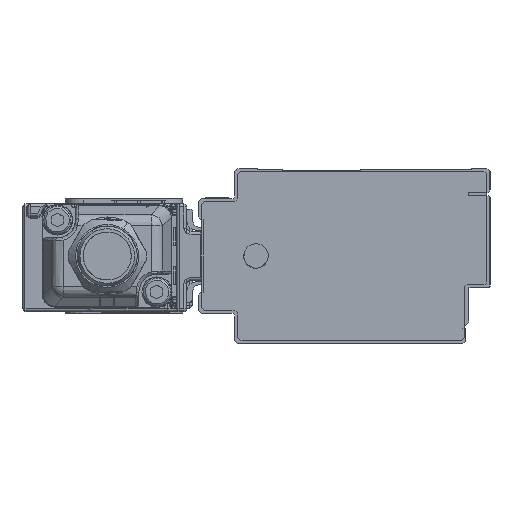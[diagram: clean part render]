
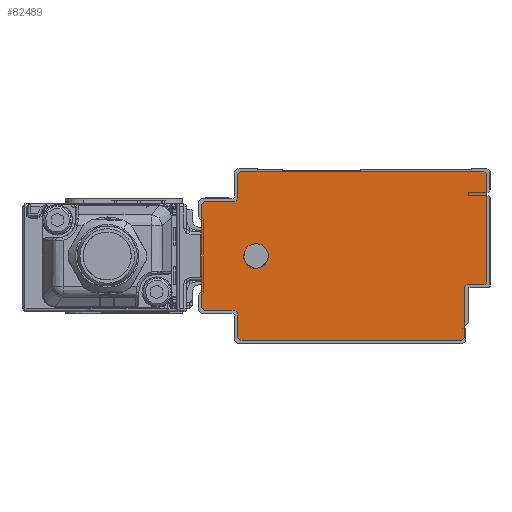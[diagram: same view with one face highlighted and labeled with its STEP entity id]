
A CAD part, left-side view. The second image highlights one B-rep face of the part: STEP entity #82489.
In plain terms, the highlighted planar face has unit normal (-1, 0, 0).
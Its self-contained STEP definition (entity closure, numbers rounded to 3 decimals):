
#80385=AXIS2_PLACEMENT_3D('Circle Axis2P3D',#80383,#80384,$) ;
#80423=AXIS2_PLACEMENT_3D('Circle Axis2P3D',#80421,#80422,$) ;
#80461=AXIS2_PLACEMENT_3D('Circle Axis2P3D',#80459,#80460,$) ;
#80499=AXIS2_PLACEMENT_3D('Circle Axis2P3D',#80497,#80498,$) ;
#82372=AXIS2_PLACEMENT_3D('Plane Axis2P3D',#82369,#82370,#82371) ;
#82376=AXIS2_PLACEMENT_3D('Circle Axis2P3D',#82374,#82375,$) ;
#82390=AXIS2_PLACEMENT_3D('Circle Axis2P3D',#82388,#82389,$) ;
#82404=AXIS2_PLACEMENT_3D('Circle Axis2P3D',#82402,#82403,$) ;
#82418=AXIS2_PLACEMENT_3D('Circle Axis2P3D',#82416,#82417,$) ;
#82432=AXIS2_PLACEMENT_3D('Circle Axis2P3D',#82430,#82431,$) ;
#82446=AXIS2_PLACEMENT_3D('Circle Axis2P3D',#82444,#82445,$) ;
#82473=AXIS2_PLACEMENT_3D('Circle Axis2P3D',#82471,#82472,$) ;
#82482=AXIS2_PLACEMENT_3D('Circle Axis2P3D',#82480,#82481,$) ;
#80341=CARTESIAN_POINT('Line Origine',(-1875.5,44.,14.5)) ;
#80345=CARTESIAN_POINT('Vertex',(-1875.5,44.,6.)) ;
#80347=CARTESIAN_POINT('Vertex',(-1875.5,44.,23.)) ;
#80383=CARTESIAN_POINT('Axis2P3D Location',(-1875.5,43.5,23.)) ;
#80387=CARTESIAN_POINT('Vertex',(-1875.5,43.5,23.5)) ;
#80402=CARTESIAN_POINT('Line Origine',(-1875.5,41.25,23.5)) ;
#80406=CARTESIAN_POINT('Vertex',(-1875.5,39.,23.5)) ;
#80421=CARTESIAN_POINT('Axis2P3D Location',(-1875.5,39.,24.5)) ;
#80425=CARTESIAN_POINT('Vertex',(-1875.5,38.,24.5)) ;
#80440=CARTESIAN_POINT('Line Origine',(-1875.5,38.,26.25)) ;
#80444=CARTESIAN_POINT('Vertex',(-1875.5,38.,28.)) ;
#80459=CARTESIAN_POINT('Axis2P3D Location',(-1875.5,37.5,28.)) ;
#80463=CARTESIAN_POINT('Vertex',(-1875.5,37.5,28.5)) ;
#80478=CARTESIAN_POINT('Line Origine',(-1875.5,17.25,28.5)) ;
#80482=CARTESIAN_POINT('Vertex',(-1875.5,-3.,28.5)) ;
#80497=CARTESIAN_POINT('Axis2P3D Location',(-1875.5,-3.,28.)) ;
#80501=CARTESIAN_POINT('Vertex',(-1875.5,-3.5,28.)) ;
#80516=CARTESIAN_POINT('Line Origine',(-1875.5,-3.5,19.1)) ;
#80520=CARTESIAN_POINT('Vertex',(-1875.5,-3.5,10.2)) ;
#82369=CARTESIAN_POINT('Axis2P3D Location',(-1875.5,0.,0.)) ;
#82374=CARTESIAN_POINT('Axis2P3D Location',(-1875.5,43.5,6.)) ;
#82378=CARTESIAN_POINT('Vertex',(-1875.5,43.5,5.5)) ;
#82381=CARTESIAN_POINT('Line Origine',(-1875.5,41.25,5.5)) ;
#82385=CARTESIAN_POINT('Vertex',(-1875.5,39.,5.5)) ;
#82388=CARTESIAN_POINT('Axis2P3D Location',(-1875.5,39.,4.5)) ;
#82392=CARTESIAN_POINT('Vertex',(-1875.5,38.,4.5)) ;
#82395=CARTESIAN_POINT('Line Origine',(-1875.5,38.,2.75)) ;
#82399=CARTESIAN_POINT('Vertex',(-1875.5,38.,1.)) ;
#82402=CARTESIAN_POINT('Axis2P3D Location',(-1875.5,37.5,1.)) ;
#82406=CARTESIAN_POINT('Vertex',(-1875.5,37.5,0.5)) ;
#82409=CARTESIAN_POINT('Line Origine',(-1875.5,19.15,0.5)) ;
#82413=CARTESIAN_POINT('Vertex',(-1875.5,0.8,0.5)) ;
#82416=CARTESIAN_POINT('Axis2P3D Location',(-1875.5,0.8,1.)) ;
#82420=CARTESIAN_POINT('Vertex',(-1875.5,0.3,1.)) ;
#82423=CARTESIAN_POINT('Line Origine',(-1875.5,0.3,5.1)) ;
#82427=CARTESIAN_POINT('Vertex',(-1875.5,0.3,9.2)) ;
#82430=CARTESIAN_POINT('Axis2P3D Location',(-1875.5,-0.2,9.2)) ;
#82434=CARTESIAN_POINT('Vertex',(-1875.5,-0.2,9.7)) ;
#82437=CARTESIAN_POINT('Line Origine',(-1875.5,-1.6,9.7)) ;
#82441=CARTESIAN_POINT('Vertex',(-1875.5,-3.,9.7)) ;
#82444=CARTESIAN_POINT('Axis2P3D Location',(-1875.5,-3.,10.2)) ;
#82471=CARTESIAN_POINT('Axis2P3D Location',(-1875.5,35.,14.5)) ;
#82475=CARTESIAN_POINT('Vertex',(-1875.5,33.186,13.509)) ;
#82477=CARTESIAN_POINT('Vertex',(-1875.5,36.814,15.491)) ;
#82480=CARTESIAN_POINT('Axis2P3D Location',(-1875.5,35.,14.5)) ;
#80342=DIRECTION('Vector Direction',(0.,0.,1.)) ;
#80384=DIRECTION('Axis2P3D Direction',(1.,0.,0.)) ;
#80403=DIRECTION('Vector Direction',(0.,1.,0.)) ;
#80422=DIRECTION('Axis2P3D Direction',(1.,0.,0.)) ;
#80441=DIRECTION('Vector Direction',(0.,0.,1.)) ;
#80460=DIRECTION('Axis2P3D Direction',(1.,0.,0.)) ;
#80479=DIRECTION('Vector Direction',(0.,1.,0.)) ;
#80498=DIRECTION('Axis2P3D Direction',(1.,0.,-0.)) ;
#80517=DIRECTION('Vector Direction',(0.,0.,-1.)) ;
#82370=DIRECTION('Axis2P3D Direction',(1.,0.,0.)) ;
#82371=DIRECTION('Axis2P3D XDirection',(0.,1.,0.)) ;
#82375=DIRECTION('Axis2P3D Direction',(1.,0.,0.)) ;
#82382=DIRECTION('Vector Direction',(0.,-1.,0.)) ;
#82389=DIRECTION('Axis2P3D Direction',(1.,0.,0.)) ;
#82396=DIRECTION('Vector Direction',(0.,0.,1.)) ;
#82403=DIRECTION('Axis2P3D Direction',(1.,0.,0.)) ;
#82410=DIRECTION('Vector Direction',(0.,-1.,0.)) ;
#82417=DIRECTION('Axis2P3D Direction',(1.,0.,0.)) ;
#82424=DIRECTION('Vector Direction',(0.,0.,-1.)) ;
#82431=DIRECTION('Axis2P3D Direction',(1.,0.,0.)) ;
#82438=DIRECTION('Vector Direction',(0.,1.,0.)) ;
#82445=DIRECTION('Axis2P3D Direction',(1.,0.,0.)) ;
#82472=DIRECTION('Axis2P3D Direction',(1.,0.,0.)) ;
#82481=DIRECTION('Axis2P3D Direction',(1.,0.,0.)) ;
#80343=VECTOR('Line Direction',#80342,1.) ;
#80404=VECTOR('Line Direction',#80403,1.) ;
#80442=VECTOR('Line Direction',#80441,1.) ;
#80480=VECTOR('Line Direction',#80479,1.) ;
#80518=VECTOR('Line Direction',#80517,1.) ;
#82383=VECTOR('Line Direction',#82382,1.) ;
#82397=VECTOR('Line Direction',#82396,1.) ;
#82411=VECTOR('Line Direction',#82410,1.) ;
#82425=VECTOR('Line Direction',#82424,1.) ;
#82439=VECTOR('Line Direction',#82438,1.) ;
#82450=ORIENTED_EDGE('',*,*,#80484,.F.) ;
#82451=ORIENTED_EDGE('',*,*,#80465,.F.) ;
#82452=ORIENTED_EDGE('',*,*,#80446,.F.) ;
#82453=ORIENTED_EDGE('',*,*,#80427,.F.) ;
#82454=ORIENTED_EDGE('',*,*,#80408,.F.) ;
#82455=ORIENTED_EDGE('',*,*,#80389,.F.) ;
#82456=ORIENTED_EDGE('',*,*,#80349,.F.) ;
#82457=ORIENTED_EDGE('',*,*,#82380,.F.) ;
#82458=ORIENTED_EDGE('',*,*,#82387,.F.) ;
#82459=ORIENTED_EDGE('',*,*,#82394,.F.) ;
#82460=ORIENTED_EDGE('',*,*,#82401,.F.) ;
#82461=ORIENTED_EDGE('',*,*,#82408,.F.) ;
#82462=ORIENTED_EDGE('',*,*,#82415,.F.) ;
#82463=ORIENTED_EDGE('',*,*,#82422,.F.) ;
#82464=ORIENTED_EDGE('',*,*,#82429,.F.) ;
#82465=ORIENTED_EDGE('',*,*,#82436,.F.) ;
#82466=ORIENTED_EDGE('',*,*,#82443,.F.) ;
#82467=ORIENTED_EDGE('',*,*,#82448,.F.) ;
#82468=ORIENTED_EDGE('',*,*,#80522,.F.) ;
#82469=ORIENTED_EDGE('',*,*,#80503,.F.) ;
#82486=ORIENTED_EDGE('',*,*,#82479,.T.) ;
#82487=ORIENTED_EDGE('',*,*,#82484,.T.) ;
#82488=FACE_BOUND('',#82485,.T.) ;
#82489=ADVANCED_FACE('\X2\FF8EFF9EFF83FF9EFF68FF70\X0\.2',(#82470,#82488),#82373,.F.) ;
#80386=CIRCLE('generated circle',#80385,0.5) ;
#80424=CIRCLE('generated circle',#80423,1.) ;
#80462=CIRCLE('generated circle',#80461,0.5) ;
#80500=CIRCLE('generated circle',#80499,0.5) ;
#82377=CIRCLE('generated circle',#82376,0.5) ;
#82391=CIRCLE('generated circle',#82390,1.) ;
#82405=CIRCLE('generated circle',#82404,0.5) ;
#82419=CIRCLE('generated circle',#82418,0.5) ;
#82433=CIRCLE('generated circle',#82432,0.5) ;
#82447=CIRCLE('generated circle',#82446,0.5) ;
#82474=CIRCLE('generated circle',#82473,2.067) ;
#82483=CIRCLE('generated circle',#82482,2.067) ;
#80349=EDGE_CURVE('',#80346,#80348,#80344,.T.) ;
#80389=EDGE_CURVE('',#80348,#80388,#80386,.T.) ;
#80408=EDGE_CURVE('',#80388,#80407,#80405,.F.) ;
#80427=EDGE_CURVE('',#80407,#80426,#80424,.F.) ;
#80446=EDGE_CURVE('',#80426,#80445,#80443,.T.) ;
#80465=EDGE_CURVE('',#80445,#80464,#80462,.T.) ;
#80484=EDGE_CURVE('',#80464,#80483,#80481,.F.) ;
#80503=EDGE_CURVE('',#80483,#80502,#80500,.T.) ;
#80522=EDGE_CURVE('',#80502,#80521,#80519,.T.) ;
#82380=EDGE_CURVE('',#82379,#80346,#82377,.T.) ;
#82387=EDGE_CURVE('',#82386,#82379,#82384,.F.) ;
#82394=EDGE_CURVE('',#82393,#82386,#82391,.F.) ;
#82401=EDGE_CURVE('',#82400,#82393,#82398,.T.) ;
#82408=EDGE_CURVE('',#82407,#82400,#82405,.T.) ;
#82415=EDGE_CURVE('',#82414,#82407,#82412,.F.) ;
#82422=EDGE_CURVE('',#82421,#82414,#82419,.T.) ;
#82429=EDGE_CURVE('',#82428,#82421,#82426,.T.) ;
#82436=EDGE_CURVE('',#82435,#82428,#82433,.F.) ;
#82443=EDGE_CURVE('',#82442,#82435,#82440,.T.) ;
#82448=EDGE_CURVE('',#80521,#82442,#82447,.T.) ;
#82479=EDGE_CURVE('',#82476,#82478,#82474,.T.) ;
#82484=EDGE_CURVE('',#82478,#82476,#82483,.T.) ;
#82449=EDGE_LOOP('',(#82450,#82451,#82452,#82453,#82454,#82455,#82456,#82457,#82458,#82459,#82460,#82461,#82462,#82463,#82464,#82465,#82466,#82467,#82468,#82469)) ;
#82485=EDGE_LOOP('',(#82486,#82487)) ;
#82470=FACE_OUTER_BOUND('',#82449,.T.) ;
#80344=LINE('Line',#80341,#80343) ;
#80405=LINE('Line',#80402,#80404) ;
#80443=LINE('Line',#80440,#80442) ;
#80481=LINE('Line',#80478,#80480) ;
#80519=LINE('Line',#80516,#80518) ;
#82384=LINE('Line',#82381,#82383) ;
#82398=LINE('Line',#82395,#82397) ;
#82412=LINE('Line',#82409,#82411) ;
#82426=LINE('Line',#82423,#82425) ;
#82440=LINE('Line',#82437,#82439) ;
#82373=PLANE('Plane',#82372) ;
#80346=VERTEX_POINT('',#80345) ;
#80348=VERTEX_POINT('',#80347) ;
#80388=VERTEX_POINT('',#80387) ;
#80407=VERTEX_POINT('',#80406) ;
#80426=VERTEX_POINT('',#80425) ;
#80445=VERTEX_POINT('',#80444) ;
#80464=VERTEX_POINT('',#80463) ;
#80483=VERTEX_POINT('',#80482) ;
#80502=VERTEX_POINT('',#80501) ;
#80521=VERTEX_POINT('',#80520) ;
#82379=VERTEX_POINT('',#82378) ;
#82386=VERTEX_POINT('',#82385) ;
#82393=VERTEX_POINT('',#82392) ;
#82400=VERTEX_POINT('',#82399) ;
#82407=VERTEX_POINT('',#82406) ;
#82414=VERTEX_POINT('',#82413) ;
#82421=VERTEX_POINT('',#82420) ;
#82428=VERTEX_POINT('',#82427) ;
#82435=VERTEX_POINT('',#82434) ;
#82442=VERTEX_POINT('',#82441) ;
#82476=VERTEX_POINT('',#82475) ;
#82478=VERTEX_POINT('',#82477) ;
